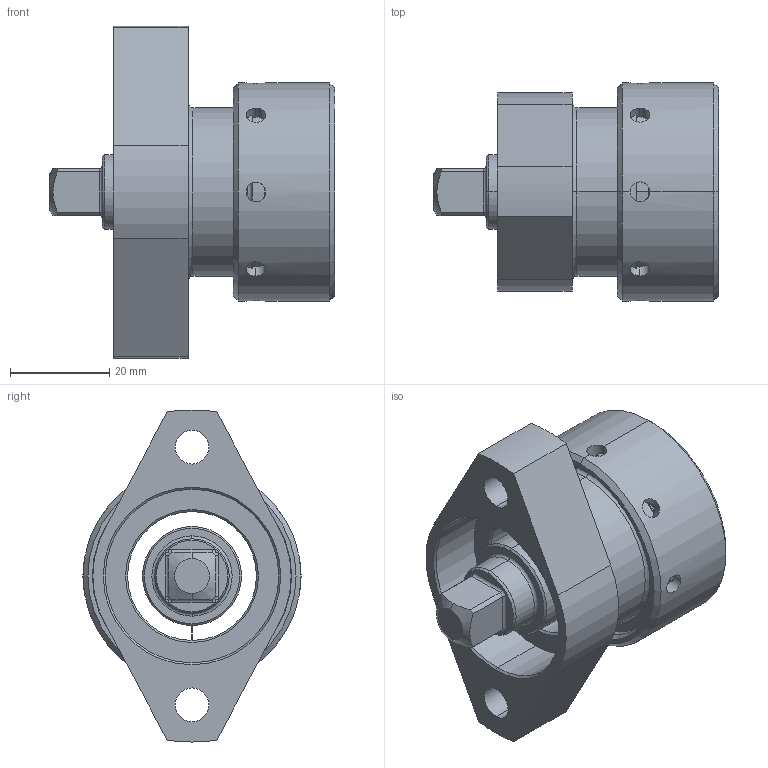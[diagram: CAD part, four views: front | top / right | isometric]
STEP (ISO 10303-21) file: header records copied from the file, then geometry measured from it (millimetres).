
FILE_DESCRIPTION((''),'2;1');
FILE_NAME('0608810021_3A_ASM','2009-09-17T',('dim2mt'),(''),'PRO/ENGINEER BY PARAMETRIC TECHNOLOGY CORPORATION, 2006020','PRO/ENGINEER BY PARAMETRIC TECHNOLOGY CORPORATION, 2006020','');
FILE_SCHEMA(('AUTOMOTIVE_DESIGN_CC2 { 1 2 10303 214 -1 1 5 2 }'));
Length unit declared in the file: millimetre
Products named in the file (3): NEUES_TEIL_ADAPTER; REF_KSYS; 0608810021_3A_ASM
Assembly tree (2 placements, depth 2):
  0608810021_3A_ASM
    NEUES_TEIL_ADAPTER
    REF_KSYS
Bounding box: 57.6 x 44 x 67 mm (x, y, z)
Volume: 39678.6 mm3; surface area: 23204.5 mm2
Topology: 2 solids, 2 shells, 247 faces, 686 edges, 438 vertices
Faces by surface type: cylinder 105, plane 76, cone 34, torus 32
Entity records: 11592 total; most frequent: CARTESIAN_POINT 3449, ORIENTED_EDGE 1368, DIRECTION 1350, EDGE_CURVE 684, AXIS2_PLACEMENT_3D 562, VERTEX_POINT 438, CIRCLE 310, EDGE_LOOP 270
